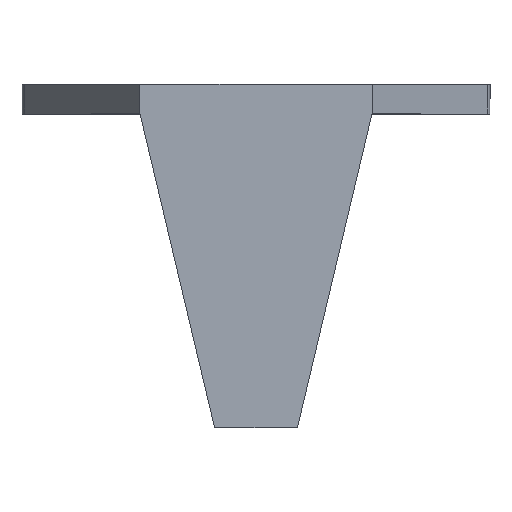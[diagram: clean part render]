
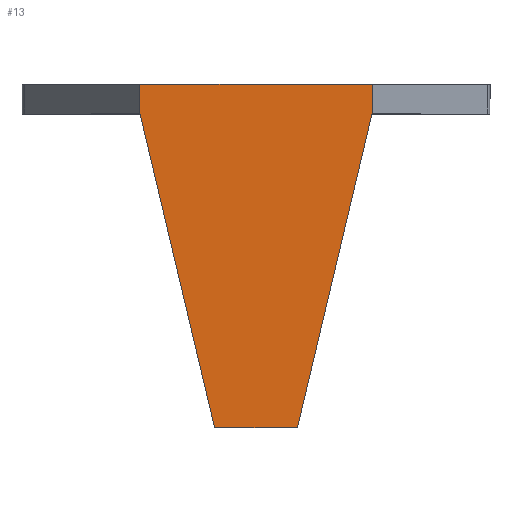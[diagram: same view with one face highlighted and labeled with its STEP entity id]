
A CAD part, top view. The second image highlights one B-rep face of the part: STEP entity #13.
In plain terms, the highlighted planar face has unit normal (0, 0, 1).
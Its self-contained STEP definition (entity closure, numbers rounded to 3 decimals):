
#13 = ADVANCED_FACE ( 'NONE', ( #246 ), #1109, .F. ) ;
#17 = EDGE_CURVE ( 'NONE', #29, #196, #485, .T. ) ;
#29 = VERTEX_POINT ( 'NONE', #154 ) ;
#40 = EDGE_CURVE ( 'NONE', #738, #952, #377, .T. ) ;
#88 = CARTESIAN_POINT ( 'NONE',  ( -70., -9., 18. ) ) ;
#109 = DIRECTION ( 'NONE',  ( -1., 0., 0. ) ) ;
#122 = VERTEX_POINT ( 'NONE', #88 ) ;
#146 = CARTESIAN_POINT ( 'NONE',  ( 70., -75., 18. ) ) ;
#154 = CARTESIAN_POINT ( 'NONE',  ( 25., -198.4, 18. ) ) ;
#161 = CARTESIAN_POINT ( 'NONE',  ( 70., -198.4, 18. ) ) ;
#166 = DIRECTION ( 'NONE',  ( 0., 0., -1. ) ) ;
#173 = CARTESIAN_POINT ( 'NONE',  ( -70., -75., 18. ) ) ;
#177 = DIRECTION ( 'NONE',  ( -1., 0., 0. ) ) ;
#183 = DIRECTION ( 'NONE',  ( -0.231, -0.973, 0. ) ) ;
#196 = VERTEX_POINT ( 'NONE', #697 ) ;
#217 = CARTESIAN_POINT ( 'NONE',  ( -70., 9., 18. ) ) ;
#233 = LINE ( 'NONE', #1156, #591 ) ;
#246 = FACE_OUTER_BOUND ( 'NONE', #551, .T. ) ;
#252 = CARTESIAN_POINT ( 'NONE',  ( 70., -75., 18. ) ) ;
#256 = CARTESIAN_POINT ( 'NONE',  ( -70., -9., 18. ) ) ;
#263 = AXIS2_PLACEMENT_3D ( 'NONE', #146, #166, #177 ) ;
#332 = ORIENTED_EDGE ( 'NONE', *, *, #736, .F. ) ;
#361 = ORIENTED_EDGE ( 'NONE', *, *, #545, .T. ) ;
#372 = ORIENTED_EDGE ( 'NONE', *, *, #40, .T. ) ;
#377 = LINE ( 'NONE', #252, #506 ) ;
#378 = LINE ( 'NONE', #379, #861 ) ;
#379 = CARTESIAN_POINT ( 'NONE',  ( 70., 9., 18. ) ) ;
#417 = EDGE_CURVE ( 'NONE', #738, #29, #233, .T. ) ;
#439 = LINE ( 'NONE', #173, #890 ) ;
#485 = LINE ( 'NONE', #161, #1099 ) ;
#506 = VECTOR ( 'NONE', #1137, 1000. ) ;
#545 = EDGE_CURVE ( 'NONE', #952, #589, #378, .T. ) ;
#551 = EDGE_LOOP ( 'NONE', ( #634, #640, #372, #361, #332, #655 ) ) ;
#589 = VERTEX_POINT ( 'NONE', #217 ) ;
#591 = VECTOR ( 'NONE', #183, 1000. ) ;
#634 = ORIENTED_EDGE ( 'NONE', *, *, #17, .F. ) ;
#640 = ORIENTED_EDGE ( 'NONE', *, *, #417, .F. ) ;
#655 = ORIENTED_EDGE ( 'NONE', *, *, #750, .F. ) ;
#697 = CARTESIAN_POINT ( 'NONE',  ( -25., -198.4, 18. ) ) ;
#701 = CARTESIAN_POINT ( 'NONE',  ( 70., -9., 18. ) ) ;
#736 = EDGE_CURVE ( 'NONE', #122, #589, #439, .T. ) ;
#738 = VERTEX_POINT ( 'NONE', #701 ) ;
#750 = EDGE_CURVE ( 'NONE', #196, #122, #870, .T. ) ;
#809 = CARTESIAN_POINT ( 'NONE',  ( 70., 9., 18. ) ) ;
#831 = VECTOR ( 'NONE', #949, 1000. ) ;
#861 = VECTOR ( 'NONE', #109, 1000. ) ;
#870 = LINE ( 'NONE', #256, #831 ) ;
#874 = DIRECTION ( 'NONE',  ( -1., 0., 0. ) ) ;
#890 = VECTOR ( 'NONE', #1048, 1000. ) ;
#949 = DIRECTION ( 'NONE',  ( -0.231, 0.973, 0. ) ) ;
#952 = VERTEX_POINT ( 'NONE', #809 ) ;
#1048 = DIRECTION ( 'NONE',  ( 0., 1., 0. ) ) ;
#1099 = VECTOR ( 'NONE', #874, 1000. ) ;
#1109 = PLANE ( 'NONE',  #263 ) ;
#1137 = DIRECTION ( 'NONE',  ( 0., 1., 0. ) ) ;
#1156 = CARTESIAN_POINT ( 'NONE',  ( 25., -198.4, 18. ) ) ;
